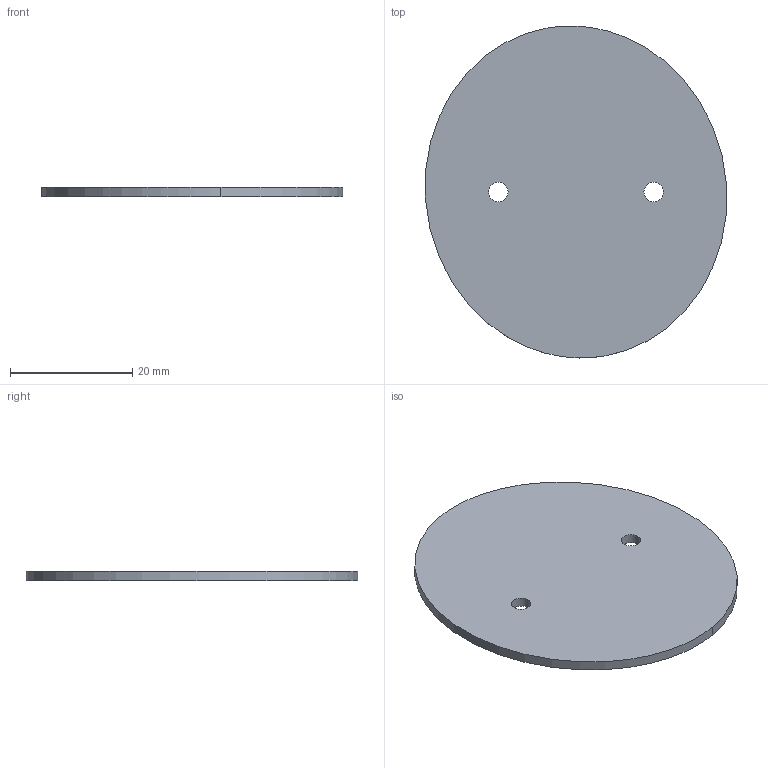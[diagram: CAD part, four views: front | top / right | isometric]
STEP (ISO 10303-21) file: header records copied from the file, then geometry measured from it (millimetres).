
FILE_DESCRIPTION (( 'STEP AP214' ), '1' );
FILE_NAME ('Plate.STEP', '2014-11-15T18:56:18', ( '' ), ( '' ), 'SwSTEP 2.0', 'SolidWorks 2013', '' );
FILE_SCHEMA (( 'AUTOMOTIVE_DESIGN' ));
Length unit declared in the file: inch
Products named in the file (1): Plate
Bounding box: 49.25 x 54.3 x 1.6 mm (x, y, z)
Volume: 3343.5 mm3; surface area: 4471.2 mm2
Topology: 1 solids, 1 shells, 8 faces, 18 edges, 12 vertices
Faces by surface type: cylinder 4, bspline 2, plane 2
Entity records: 284 total; most frequent: CARTESIAN_POINT 65, ORIENTED_EDGE 36, DIRECTION 36, EDGE_CURVE 18, AXIS2_PLACEMENT_3D 15, VERTEX_POINT 12, EDGE_LOOP 12, FACE_OUTER_BOUND 8
